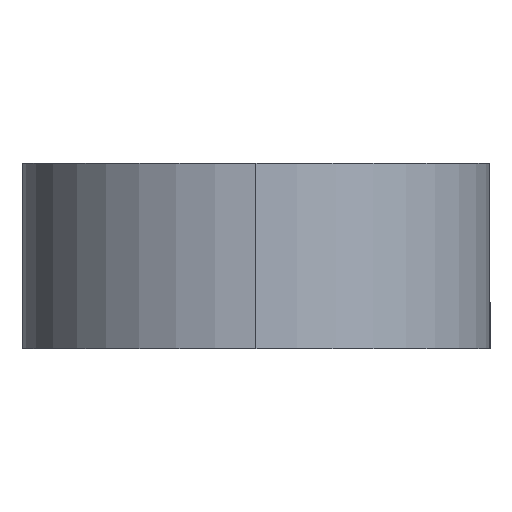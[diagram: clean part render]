
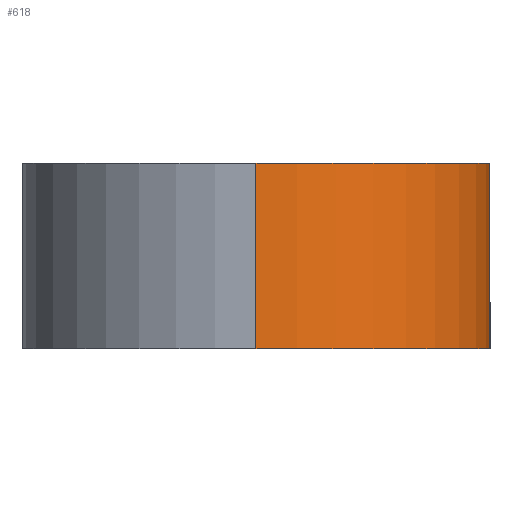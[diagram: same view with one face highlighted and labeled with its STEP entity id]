
A CAD part, left-side view. The second image highlights one B-rep face of the part: STEP entity #618.
In plain terms, the highlighted cylindrical face has radius 8 mm (diameter 16 mm), a partial arc.
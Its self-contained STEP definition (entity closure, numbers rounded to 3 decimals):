
#18 = DIRECTION ( 'NONE',  ( 0., 0., 1. ) ) ;
#23 = VERTEX_POINT ( 'NONE', #79 ) ;
#33 = CYLINDRICAL_SURFACE ( 'NONE', #54, 8. ) ;
#37 = DIRECTION ( 'NONE',  ( -1., 0., 0. ) ) ;
#48 = DIRECTION ( 'NONE',  ( 0., 0., 1. ) ) ;
#51 = CARTESIAN_POINT ( 'NONE',  ( -8., 0., 0. ) ) ;
#54 = AXIS2_PLACEMENT_3D ( 'NONE', #814, #810, #821 ) ;
#66 = CARTESIAN_POINT ( 'NONE',  ( 0., 0., 0. ) ) ;
#79 = CARTESIAN_POINT ( 'NONE',  ( 0., -8., 6.35 ) ) ;
#100 = FACE_OUTER_BOUND ( 'NONE', #469, .T. ) ;
#124 = CARTESIAN_POINT ( 'NONE',  ( 0., -8., 6.35 ) ) ;
#129 = DIRECTION ( 'NONE',  ( -1., 0., 0. ) ) ;
#131 = DIRECTION ( 'NONE',  ( 0., 0., 1. ) ) ;
#136 = CARTESIAN_POINT ( 'NONE',  ( 0., 0., 6.35 ) ) ;
#168 = DIRECTION ( 'NONE',  ( 0., 0., -1. ) ) ;
#187 = CARTESIAN_POINT ( 'NONE',  ( -8., 0., 6.35 ) ) ;
#350 = CARTESIAN_POINT ( 'NONE',  ( -8., 0., 6.35 ) ) ;
#407 = AXIS2_PLACEMENT_3D ( 'NONE', #66, #48, #37 ) ;
#424 = CIRCLE ( 'NONE', #407, 8. ) ;
#429 = AXIS2_PLACEMENT_3D ( 'NONE', #136, #131, #129 ) ;
#437 = LINE ( 'NONE', #187, #667 ) ;
#469 = EDGE_LOOP ( 'NONE', ( #682, #684, #693, #694 ) ) ;
#471 = LINE ( 'NONE', #124, #574 ) ;
#482 = CIRCLE ( 'NONE', #429, 8. ) ;
#492 = VERTEX_POINT ( 'NONE', #514 ) ;
#514 = CARTESIAN_POINT ( 'NONE',  ( 0., -8., 0. ) ) ;
#550 = VERTEX_POINT ( 'NONE', #51 ) ;
#574 = VECTOR ( 'NONE', #18, 1000. ) ;
#618 = ADVANCED_FACE ( 'NONE', ( #100 ), #33, .T. ) ;
#667 = VECTOR ( 'NONE', #168, 1000. ) ;
#682 = ORIENTED_EDGE ( 'NONE', *, *, #891, .F. ) ;
#684 = ORIENTED_EDGE ( 'NONE', *, *, #905, .T. ) ;
#693 = ORIENTED_EDGE ( 'NONE', *, *, #910, .T. ) ;
#694 = ORIENTED_EDGE ( 'NONE', *, *, #920, .T. ) ;
#810 = DIRECTION ( 'NONE',  ( 0., 0., -1. ) ) ;
#814 = CARTESIAN_POINT ( 'NONE',  ( 0., 0., 6.35 ) ) ;
#821 = DIRECTION ( 'NONE',  ( -1., 0., 0. ) ) ;
#891 = EDGE_CURVE ( 'NONE', #1018, #23, #482, .T. ) ;
#905 = EDGE_CURVE ( 'NONE', #1018, #550, #437, .T. ) ;
#910 = EDGE_CURVE ( 'NONE', #550, #492, #424, .T. ) ;
#920 = EDGE_CURVE ( 'NONE', #492, #23, #471, .T. ) ;
#1018 = VERTEX_POINT ( 'NONE', #350 ) ;
